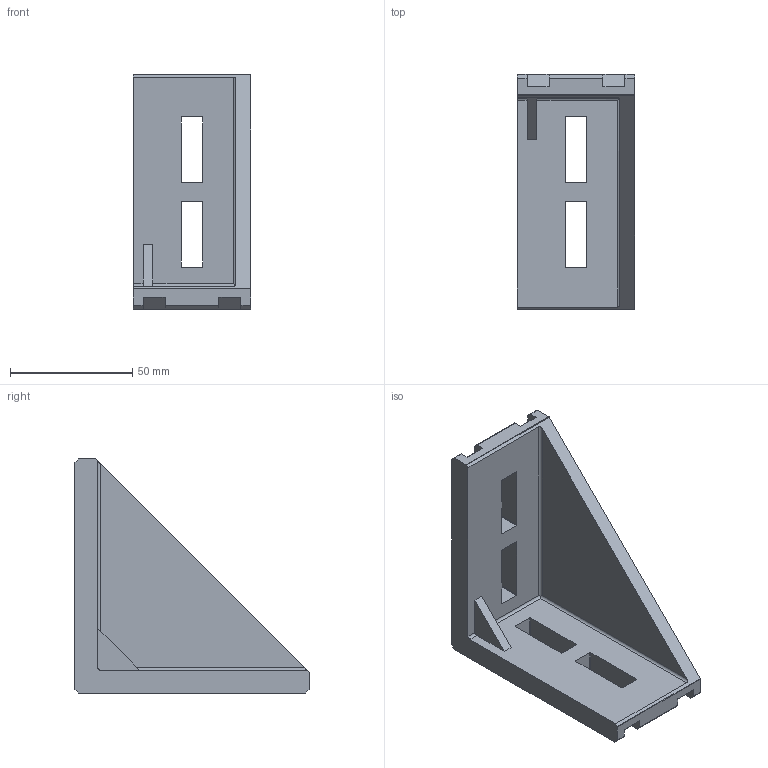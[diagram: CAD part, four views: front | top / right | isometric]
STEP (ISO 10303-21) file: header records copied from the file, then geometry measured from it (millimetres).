
FILE_DESCRIPTION (( 'STEP AP203' ), '1' );
FILE_NAME ('3_842_530_382_Bosch.step', '2024-06-04T12:56:59', ( '' ), ( '' ), 'SwSTEP 2.0', 'SolidWorks 2014', '' );
FILE_SCHEMA (( 'CONFIG_CONTROL_DESIGN' ));
Length unit declared in the file: millimetre
Products named in the file (1): 3_842_530_382_Bosch
Bounding box: 48 x 96 x 96 mm (x, y, z)
Volume: 79094.6 mm3; surface area: 33891.7 mm2
Topology: 1 solids, 1 shells, 260 faces, 738 edges, 492 vertices
Faces by surface type: plane 151, cylinder 109
Entity records: 8568 total; most frequent: CARTESIAN_POINT 1506, ORIENTED_EDGE 1476, DIRECTION 1468, EDGE_CURVE 738, LINE 520, VECTOR 520, VERTEX_POINT 492, AXIS2_PLACEMENT_3D 474
